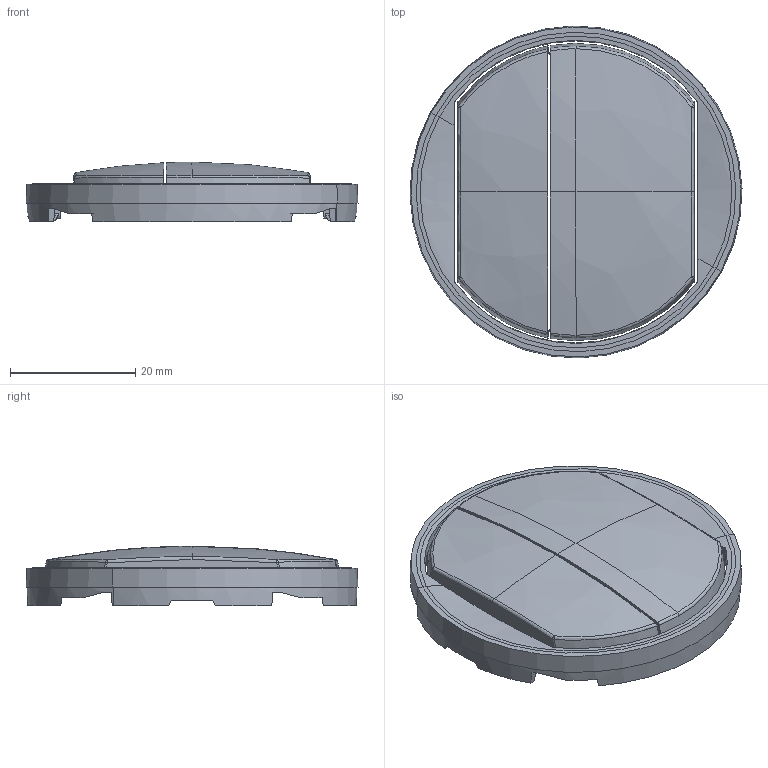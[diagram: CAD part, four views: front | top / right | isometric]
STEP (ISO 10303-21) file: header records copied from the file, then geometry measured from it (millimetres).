
FILE_DESCRIPTION(('CATIA V5 STEP Exchange','CAx-IF Rec.Pracs.--- Model Styling and Organization---1.5--- 2016-08-15','CAx-IF Rec.Pracs.---Supplemental Geometry---1.0---2011-11-01','CAx-IF Rec.Pracs.--- Composite Materials ---1.1---2010-07-15'),'2;1');
FILE_NAME('CB0061 _AllCATPart.stp','2024-02-14T09:18:26+00:00',('none'),('none'),'CATIA Version 5-6 Release 2020 SP3','CATIA V5 STEP AP214 v2','none');
FILE_SCHEMA(('AUTOMOTIVE_DESIGN { 1 0 10303 214 1 1 1 1 }'));
Length unit declared in the file: millimetre
Products named in the file (1): CB0061 _AllCATPart
Bounding box: 52.99 x 52.99 x 9.53 mm (x, y, z)
Volume: 5427.4 mm3; surface area: 7586.2 mm2
Topology: 3 solids, 3 shells, 869 faces, 2594 edges, 1755 vertices
Faces by surface type: plane 533, bspline 160, cylinder 50, extrusion 50, cone 44, revolution 12, torus 12, sphere 8
Entity records: 42665 total; most frequent: CARTESIAN_POINT 23068, ORIENTED_EDGE 5172, EDGE_CURVE 2586, DIRECTION 2249, VERTEX_POINT 1755, B_SPLINE_CURVE_WITH_KNOTS 1579, VECTOR 977, LINE 927
